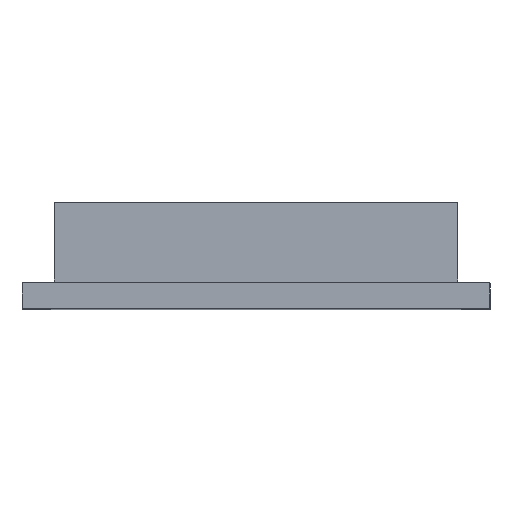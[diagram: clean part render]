
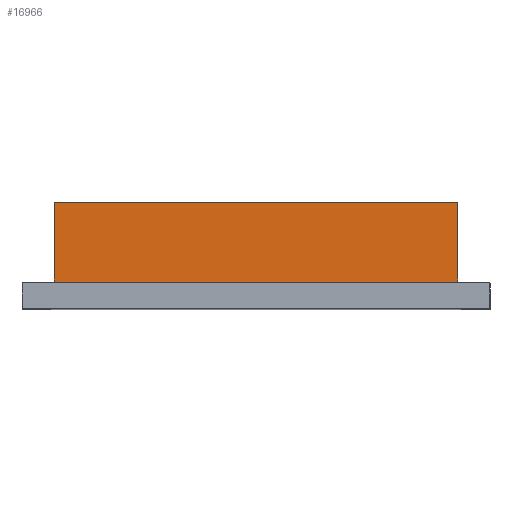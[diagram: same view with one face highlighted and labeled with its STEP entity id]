
A CAD part, top view. The second image highlights one B-rep face of the part: STEP entity #16966.
In plain terms, the highlighted planar face has unit normal (0, 0, 1).
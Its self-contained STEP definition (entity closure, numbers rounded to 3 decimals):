
#1142 = VERTEX_POINT ( 'NONE', #16692 ) ;
#2397 = CARTESIAN_POINT ( 'NONE',  ( -6.35, 0.813, 14.692 ) ) ;
#2817 = FACE_OUTER_BOUND ( 'NONE', #18337, .T. ) ;
#2827 = ORIENTED_EDGE ( 'NONE', *, *, #23762, .T. ) ;
#3326 = AXIS2_PLACEMENT_3D ( 'NONE', #7991, #4276, #10117 ) ;
#3578 = LINE ( 'NONE', #23157, #11992 ) ;
#4010 = ORIENTED_EDGE ( 'NONE', *, *, #4297, .T. ) ;
#4276 = DIRECTION ( 'NONE',  ( 0., 0., -1. ) ) ;
#4297 = EDGE_CURVE ( 'NONE', #1142, #9038, #16468, .T. ) ;
#4730 = DIRECTION ( 'NONE',  ( 1., 0., 0. ) ) ;
#5478 = VERTEX_POINT ( 'NONE', #21396 ) ;
#6667 = CARTESIAN_POINT ( 'NONE',  ( -6.35, 0.813, 14.692 ) ) ;
#7495 = ORIENTED_EDGE ( 'NONE', *, *, #19463, .F. ) ;
#7615 = VECTOR ( 'NONE', #9205, 1000. ) ;
#7991 = CARTESIAN_POINT ( 'NONE',  ( -6.35, 3.353, 14.692 ) ) ;
#9038 = VERTEX_POINT ( 'NONE', #2397 ) ;
#9152 = CARTESIAN_POINT ( 'NONE',  ( -6.35, 3.353, 14.692 ) ) ;
#9205 = DIRECTION ( 'NONE',  ( 1., 0., 0. ) ) ;
#9363 = LINE ( 'NONE', #6667, #7615 ) ;
#10117 = DIRECTION ( 'NONE',  ( -1., 0., 0. ) ) ;
#11558 = VECTOR ( 'NONE', #18465, 1000. ) ;
#11701 = VECTOR ( 'NONE', #15675, 1000. ) ;
#11992 = VECTOR ( 'NONE', #4730, 1000. ) ;
#12146 = CARTESIAN_POINT ( 'NONE',  ( 6.35, 3.353, 14.692 ) ) ;
#13121 = LINE ( 'NONE', #12146, #11701 ) ;
#13940 = EDGE_CURVE ( 'NONE', #5478, #17635, #13121, .T. ) ;
#15675 = DIRECTION ( 'NONE',  ( 0., -1., 0. ) ) ;
#16468 = LINE ( 'NONE', #9152, #11558 ) ;
#16692 = CARTESIAN_POINT ( 'NONE',  ( -6.35, 3.353, 14.692 ) ) ;
#16966 = ADVANCED_FACE ( 'NONE', ( #2817 ), #23072, .F. ) ;
#17635 = VERTEX_POINT ( 'NONE', #22836 ) ;
#18337 = EDGE_LOOP ( 'NONE', ( #2827, #19820, #7495, #4010 ) ) ;
#18465 = DIRECTION ( 'NONE',  ( 0., -1., 0. ) ) ;
#19463 = EDGE_CURVE ( 'NONE', #1142, #5478, #3578, .T. ) ;
#19820 = ORIENTED_EDGE ( 'NONE', *, *, #13940, .F. ) ;
#21396 = CARTESIAN_POINT ( 'NONE',  ( 6.35, 3.353, 14.692 ) ) ;
#22836 = CARTESIAN_POINT ( 'NONE',  ( 6.35, 0.813, 14.692 ) ) ;
#23072 = PLANE ( 'NONE',  #3326 ) ;
#23157 = CARTESIAN_POINT ( 'NONE',  ( -6.35, 3.353, 14.692 ) ) ;
#23762 = EDGE_CURVE ( 'NONE', #9038, #17635, #9363, .T. ) ;
